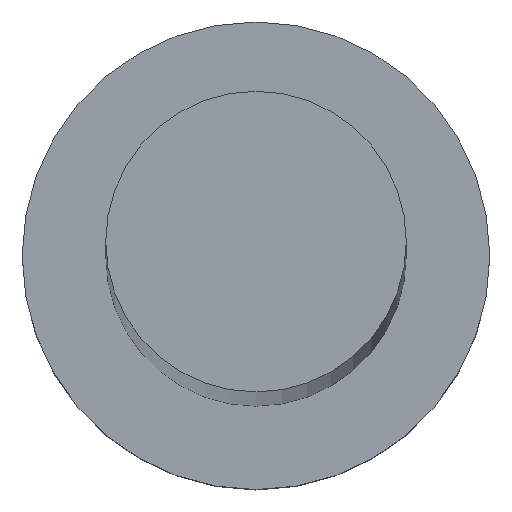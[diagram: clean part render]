
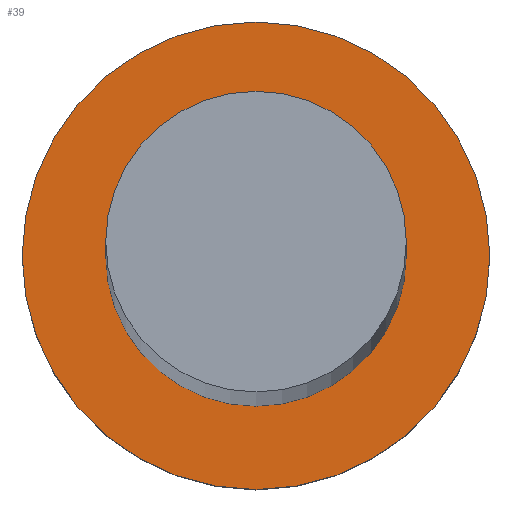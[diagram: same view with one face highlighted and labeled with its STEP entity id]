
A CAD part, top view. The second image highlights one B-rep face of the part: STEP entity #39.
In plain terms, the highlighted planar face has unit normal (0, 0, 1).
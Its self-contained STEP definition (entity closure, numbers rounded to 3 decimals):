
#6 = DIRECTION ( 'NONE',  ( 0., 0., 1. ) ) ;
#11 = DIRECTION ( 'NONE',  ( 1., 0., 0. ) ) ;
#22 = AXIS2_PLACEMENT_3D ( 'NONE', #143, #218, #43 ) ;
#25 = FACE_BOUND ( 'NONE', #191, .T. ) ;
#29 = DIRECTION ( 'NONE',  ( 1., 0., 0. ) ) ;
#32 = AXIS2_PLACEMENT_3D ( 'NONE', #33, #131, #11 ) ;
#33 = CARTESIAN_POINT ( 'NONE',  ( 0., 0., 6.5 ) ) ;
#38 = ORIENTED_EDGE ( 'NONE', *, *, #88, .F. ) ;
#39 = ADVANCED_FACE ( 'NONE', ( #25, #85 ), #157, .T. ) ;
#43 = DIRECTION ( 'NONE',  ( 1., 0., 0. ) ) ;
#45 = CIRCLE ( 'NONE', #32, 4.5 ) ;
#54 = CARTESIAN_POINT ( 'NONE',  ( 0., 0., 6.5 ) ) ;
#71 = AXIS2_PLACEMENT_3D ( 'NONE', #54, #132, #29 ) ;
#85 = FACE_OUTER_BOUND ( 'NONE', #238, .T. ) ;
#88 = EDGE_CURVE ( 'NONE', #141, #195, #45, .T. ) ;
#97 = CIRCLE ( 'NONE', #239, 7. ) ;
#100 = EDGE_CURVE ( 'NONE', #127, #102, #97, .T. ) ;
#102 = VERTEX_POINT ( 'NONE', #184 ) ;
#109 = CARTESIAN_POINT ( 'NONE',  ( -7., 0., 6.5 ) ) ;
#124 = EDGE_CURVE ( 'NONE', #102, #127, #142, .T. ) ;
#127 = VERTEX_POINT ( 'NONE', #109 ) ;
#131 = DIRECTION ( 'NONE',  ( 0., 0., 1. ) ) ;
#132 = DIRECTION ( 'NONE',  ( 0., 0., 1. ) ) ;
#133 = CARTESIAN_POINT ( 'NONE',  ( -4.5, 0., 6.5 ) ) ;
#141 = VERTEX_POINT ( 'NONE', #181 ) ;
#142 = CIRCLE ( 'NONE', #242, 7. ) ;
#143 = CARTESIAN_POINT ( 'NONE',  ( 0., 0., 6.5 ) ) ;
#157 = PLANE ( 'NONE',  #22 ) ;
#164 = EDGE_CURVE ( 'NONE', #195, #141, #207, .T. ) ;
#165 = CARTESIAN_POINT ( 'NONE',  ( 0., 0., 6.5 ) ) ;
#180 = ORIENTED_EDGE ( 'NONE', *, *, #100, .T. ) ;
#181 = CARTESIAN_POINT ( 'NONE',  ( 4.5, 0., 6.5 ) ) ;
#184 = CARTESIAN_POINT ( 'NONE',  ( 7., 0., 6.5 ) ) ;
#186 = ORIENTED_EDGE ( 'NONE', *, *, #124, .T. ) ;
#191 = EDGE_LOOP ( 'NONE', ( #236, #38 ) ) ;
#195 = VERTEX_POINT ( 'NONE', #133 ) ;
#202 = CARTESIAN_POINT ( 'NONE',  ( 0., 0., 6.5 ) ) ;
#203 = DIRECTION ( 'NONE',  ( 1., 0., 0. ) ) ;
#207 = CIRCLE ( 'NONE', #71, 4.5 ) ;
#218 = DIRECTION ( 'NONE',  ( 0., 0., 1. ) ) ;
#225 = DIRECTION ( 'NONE',  ( 1., 0., 0. ) ) ;
#236 = ORIENTED_EDGE ( 'NONE', *, *, #164, .F. ) ;
#238 = EDGE_LOOP ( 'NONE', ( #180, #186 ) ) ;
#239 = AXIS2_PLACEMENT_3D ( 'NONE', #202, #6, #225 ) ;
#242 = AXIS2_PLACEMENT_3D ( 'NONE', #165, #244, #203 ) ;
#244 = DIRECTION ( 'NONE',  ( 0., 0., 1. ) ) ;
